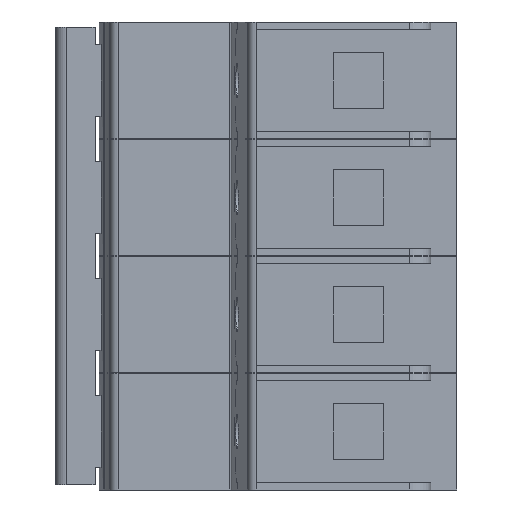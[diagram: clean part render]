
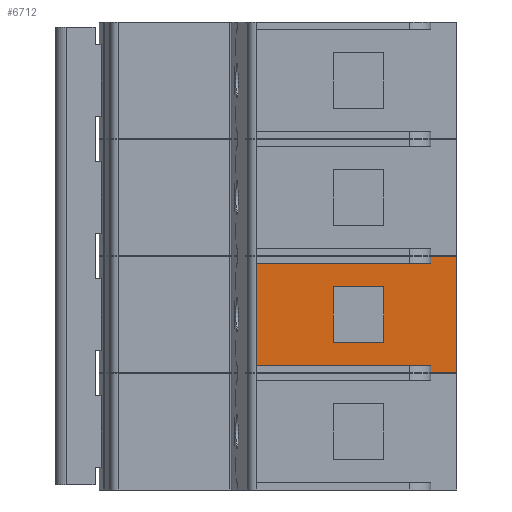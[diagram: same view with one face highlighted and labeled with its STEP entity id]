
A CAD part, left-side view. The second image highlights one B-rep face of the part: STEP entity #6712.
In plain terms, the highlighted planar face has unit normal (-1, 0, 0).
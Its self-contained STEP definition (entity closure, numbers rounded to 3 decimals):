
#193 = CARTESIAN_POINT ( 'NONE',  ( -47.5, 40.311, -28.7 ) ) ;
#237 = ORIENTED_EDGE ( 'NONE', *, *, #5725, .F. ) ;
#272 = VECTOR ( 'NONE', #9692, 1000. ) ;
#421 = VERTEX_POINT ( 'NONE', #7444 ) ;
#502 = VECTOR ( 'NONE', #3692, 1000. ) ;
#593 = LINE ( 'NONE', #1537, #8097 ) ;
#605 = FACE_OUTER_BOUND ( 'NONE', #4504, .T. ) ;
#614 = VERTEX_POINT ( 'NONE', #2331 ) ;
#637 = EDGE_CURVE ( 'NONE', #11167, #1886, #3426, .T. ) ;
#836 = ORIENTED_EDGE ( 'NONE', *, *, #8563, .F. ) ;
#908 = CARTESIAN_POINT ( 'NONE',  ( -47.5, 0., -53.95 ) ) ;
#1024 = CARTESIAN_POINT ( 'NONE',  ( -47.5, 10.9, -34.05 ) ) ;
#1059 = DIRECTION ( 'NONE',  ( 0., -1., 0. ) ) ;
#1399 = ORIENTED_EDGE ( 'NONE', *, *, #13028, .T. ) ;
#1428 = DIRECTION ( 'NONE',  ( 0., 1., 0. ) ) ;
#1537 = CARTESIAN_POINT ( 'NONE',  ( -47.5, 0., -27.05 ) ) ;
#1605 = LINE ( 'NONE', #1675, #272 ) ;
#1675 = CARTESIAN_POINT ( 'NONE',  ( -47.5, -6., 27. ) ) ;
#1886 = VERTEX_POINT ( 'NONE', #6800 ) ;
#1901 = LINE ( 'NONE', #3002, #12023 ) ;
#2002 = EDGE_CURVE ( 'NONE', #421, #11167, #1901, .T. ) ;
#2085 = VERTEX_POINT ( 'NONE', #9559 ) ;
#2329 = LINE ( 'NONE', #7551, #9617 ) ;
#2331 = CARTESIAN_POINT ( 'NONE',  ( -47.5, 10.9, -46.95 ) ) ;
#2338 = EDGE_LOOP ( 'NONE', ( #4373, #8232, #3037, #237 ) ) ;
#3002 = CARTESIAN_POINT ( 'NONE',  ( -47.5, 0., 0. ) ) ;
#3037 = ORIENTED_EDGE ( 'NONE', *, *, #3688, .F. ) ;
#3235 = LINE ( 'NONE', #4320, #3475 ) ;
#3425 = DIRECTION ( 'NONE',  ( 0., 0., -1. ) ) ;
#3426 = LINE ( 'NONE', #193, #9375 ) ;
#3475 = VECTOR ( 'NONE', #11508, 1000. ) ;
#3688 = EDGE_CURVE ( 'NONE', #614, #3936, #2329, .T. ) ;
#3692 = DIRECTION ( 'NONE',  ( 0., 0., -1. ) ) ;
#3822 = EDGE_CURVE ( 'NONE', #2085, #9828, #4148, .T. ) ;
#3836 = PLANE ( 'NONE',  #8723 ) ;
#3936 = VERTEX_POINT ( 'NONE', #1024 ) ;
#3967 = VECTOR ( 'NONE', #10517, 1000. ) ;
#4101 = EDGE_CURVE ( 'NONE', #9828, #4299, #8705, .T. ) ;
#4148 = LINE ( 'NONE', #10380, #7451 ) ;
#4217 = VECTOR ( 'NONE', #13195, 1000. ) ;
#4299 = VERTEX_POINT ( 'NONE', #908 ) ;
#4320 = CARTESIAN_POINT ( 'NONE',  ( -47.5, 40.311, -52.3 ) ) ;
#4373 = ORIENTED_EDGE ( 'NONE', *, *, #8900, .F. ) ;
#4481 = LINE ( 'NONE', #8472, #3967 ) ;
#4504 = EDGE_LOOP ( 'NONE', ( #6896, #6700, #836, #11905, #12407, #12379, #1399, #8427 ) ) ;
#4928 = LINE ( 'NONE', #9049, #4217 ) ;
#5725 = EDGE_CURVE ( 'NONE', #7590, #614, #4481, .T. ) ;
#6068 = CARTESIAN_POINT ( 'NONE',  ( -47.5, 22.5, -46.95 ) ) ;
#6154 = CARTESIAN_POINT ( 'NONE',  ( -47.5, 0., -28.7 ) ) ;
#6624 = VECTOR ( 'NONE', #10399, 1000. ) ;
#6700 = ORIENTED_EDGE ( 'NONE', *, *, #7995, .T. ) ;
#6712 = ADVANCED_FACE ( 'NONE', ( #7904, #605 ), #3836, .F. ) ;
#6779 = CARTESIAN_POINT ( 'NONE',  ( -47.5, -6., -53.95 ) ) ;
#6800 = CARTESIAN_POINT ( 'NONE',  ( -47.5, 40.311, -28.7 ) ) ;
#6896 = ORIENTED_EDGE ( 'NONE', *, *, #4101, .T. ) ;
#7129 = DIRECTION ( 'NONE',  ( 0., 0., -1. ) ) ;
#7444 = CARTESIAN_POINT ( 'NONE',  ( -47.5, 0., -27.05 ) ) ;
#7451 = VECTOR ( 'NONE', #1059, 1000. ) ;
#7551 = CARTESIAN_POINT ( 'NONE',  ( -47.5, 10.9, -46.95 ) ) ;
#7590 = VERTEX_POINT ( 'NONE', #6068 ) ;
#7823 = CARTESIAN_POINT ( 'NONE',  ( -47.5, 0., 27. ) ) ;
#7828 = CARTESIAN_POINT ( 'NONE',  ( -47.5, 22.5, -34.05 ) ) ;
#7904 = FACE_BOUND ( 'NONE', #2338, .T. ) ;
#7995 = EDGE_CURVE ( 'NONE', #4299, #8671, #4928, .T. ) ;
#8097 = VECTOR ( 'NONE', #12835, 1000. ) ;
#8135 = VECTOR ( 'NONE', #3425, 1000. ) ;
#8222 = EDGE_CURVE ( 'NONE', #9389, #421, #593, .T. ) ;
#8232 = ORIENTED_EDGE ( 'NONE', *, *, #10477, .F. ) ;
#8427 = ORIENTED_EDGE ( 'NONE', *, *, #3822, .T. ) ;
#8472 = CARTESIAN_POINT ( 'NONE',  ( -47.5, 22.5, -46.95 ) ) ;
#8563 = EDGE_CURVE ( 'NONE', #9389, #8671, #1605, .T. ) ;
#8671 = VERTEX_POINT ( 'NONE', #6779 ) ;
#8705 = LINE ( 'NONE', #11840, #502 ) ;
#8723 = AXIS2_PLACEMENT_3D ( 'NONE', #7823, #12930, #11961 ) ;
#8900 = EDGE_CURVE ( 'NONE', #9159, #7590, #10746, .T. ) ;
#9049 = CARTESIAN_POINT ( 'NONE',  ( -47.5, 0., -53.95 ) ) ;
#9159 = VERTEX_POINT ( 'NONE', #7828 ) ;
#9375 = VECTOR ( 'NONE', #1428, 1000. ) ;
#9387 = LINE ( 'NONE', #11493, #6624 ) ;
#9389 = VERTEX_POINT ( 'NONE', #10782 ) ;
#9559 = CARTESIAN_POINT ( 'NONE',  ( -47.5, 40.311, -52.3 ) ) ;
#9613 = CARTESIAN_POINT ( 'NONE',  ( -47.5, 0., -52.3 ) ) ;
#9617 = VECTOR ( 'NONE', #11842, 1000. ) ;
#9692 = DIRECTION ( 'NONE',  ( 0., 0., -1. ) ) ;
#9828 = VERTEX_POINT ( 'NONE', #9613 ) ;
#10380 = CARTESIAN_POINT ( 'NONE',  ( -47.5, -9.875, -52.3 ) ) ;
#10399 = DIRECTION ( 'NONE',  ( 0., 1., 0. ) ) ;
#10477 = EDGE_CURVE ( 'NONE', #3936, #9159, #9387, .T. ) ;
#10517 = DIRECTION ( 'NONE',  ( 0., -1., 0. ) ) ;
#10550 = CARTESIAN_POINT ( 'NONE',  ( -47.5, 22.5, -34.05 ) ) ;
#10746 = LINE ( 'NONE', #10550, #8135 ) ;
#10782 = CARTESIAN_POINT ( 'NONE',  ( -47.5, -6., -27.05 ) ) ;
#11167 = VERTEX_POINT ( 'NONE', #6154 ) ;
#11493 = CARTESIAN_POINT ( 'NONE',  ( -47.5, 10.9, -34.05 ) ) ;
#11508 = DIRECTION ( 'NONE',  ( 0., 0., -1. ) ) ;
#11840 = CARTESIAN_POINT ( 'NONE',  ( -47.5, 0., -27. ) ) ;
#11842 = DIRECTION ( 'NONE',  ( 0., 0., 1. ) ) ;
#11905 = ORIENTED_EDGE ( 'NONE', *, *, #8222, .T. ) ;
#11961 = DIRECTION ( 'NONE',  ( 0., 1., 0. ) ) ;
#12023 = VECTOR ( 'NONE', #7129, 1000. ) ;
#12379 = ORIENTED_EDGE ( 'NONE', *, *, #637, .T. ) ;
#12407 = ORIENTED_EDGE ( 'NONE', *, *, #2002, .T. ) ;
#12835 = DIRECTION ( 'NONE',  ( 0., 1., 0. ) ) ;
#12930 = DIRECTION ( 'NONE',  ( 1., 0., 0. ) ) ;
#13028 = EDGE_CURVE ( 'NONE', #1886, #2085, #3235, .T. ) ;
#13195 = DIRECTION ( 'NONE',  ( 0., -1., 0. ) ) ;
